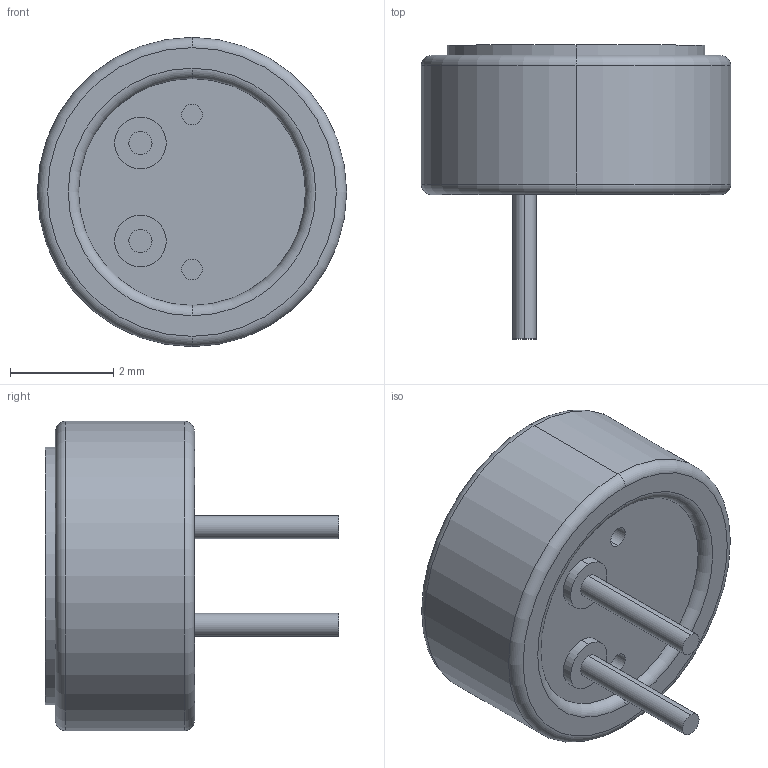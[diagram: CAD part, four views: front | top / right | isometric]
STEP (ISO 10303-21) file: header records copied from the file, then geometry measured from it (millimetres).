
FILE_DESCRIPTION(('STEP AP214'),'1');
FILE_NAME('cmr-2747pb-a.stp','2016-03-15T16:19:56',('TraceParts'),('TraceParts S.A.'),'Spatial InterOp 3D',' ',' ');
FILE_SCHEMA(('automotive_design'));
Length unit declared in the file: millimetre
Products named in the file (1): Extrude11
Bounding box: 6 x 5.7 x 6 mm (x, y, z)
Volume: 77.9 mm3; surface area: 119.3 mm2
Topology: 1 solids, 1 shells, 32 faces, 62 edges, 40 vertices
Faces by surface type: cylinder 16, plane 10, torus 6
Entity records: 1121 total; most frequent: DIRECTION 174, CARTESIAN_POINT 135, ORIENTED_EDGE 124, AXIS2_PLACEMENT_3D 79, EDGE_CURVE 62, CIRCLE 46, EDGE_LOOP 40, VERTEX_POINT 40
